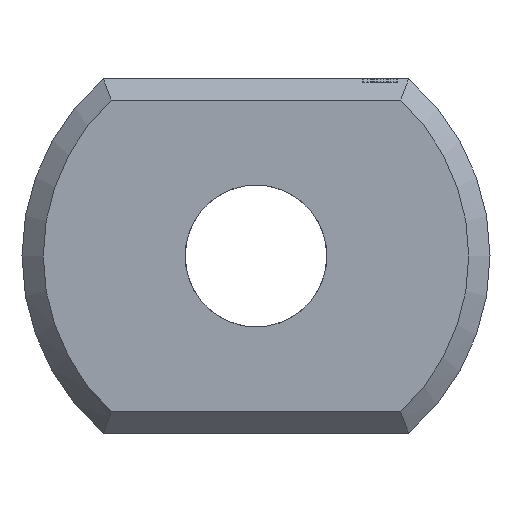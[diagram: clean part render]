
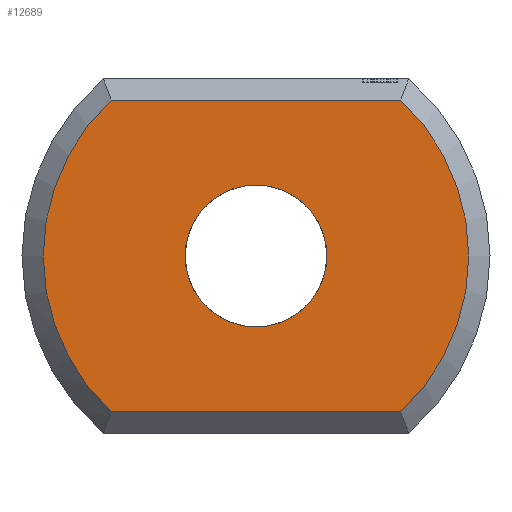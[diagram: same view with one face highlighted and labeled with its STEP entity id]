
A CAD part, left-side view. The second image highlights one B-rep face of the part: STEP entity #12689.
In plain terms, the highlighted planar face has unit normal (-1, 0, 0).
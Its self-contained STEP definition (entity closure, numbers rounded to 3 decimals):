
#298 = PLANE('',#299);
#299 = AXIS2_PLACEMENT_3D('',#300,#301,#302);
#300 = CARTESIAN_POINT('',(0.15,-2.154,-2.35));
#301 = DIRECTION('',(-0.707,0.,-0.707));
#302 = DIRECTION('',(0.,-1.,0.));
#725 = CONICAL_SURFACE('',#726,3.3,0.785);
#726 = AXIS2_PLACEMENT_3D('',#727,#728,#729);
#727 = CARTESIAN_POINT('',(0.3,0.,0.));
#728 = DIRECTION('',(1.,0.,0.));
#729 = DIRECTION('',(0.,0.653,-0.758));
#872 = CONICAL_SURFACE('',#873,3.3,0.785);
#873 = AXIS2_PLACEMENT_3D('',#874,#875,#876);
#874 = CARTESIAN_POINT('',(0.3,0.,0.));
#875 = DIRECTION('',(1.,0.,0.));
#876 = DIRECTION('',(0.,-0.653,0.758));
#909 = VERTEX_POINT('',#910);
#910 = CARTESIAN_POINT('',(0.,-2.04,-2.2));
#937 = VERTEX_POINT('',#938);
#938 = CARTESIAN_POINT('',(0.,2.04,-2.2));
#963 = EDGE_CURVE('',#909,#937,#964,.T.);
#964 = SURFACE_CURVE('',#965,(#969,#976),.PCURVE_S1.);
#965 = LINE('',#966,#967);
#966 = CARTESIAN_POINT('',(0.,-2.154,-2.2));
#967 = VECTOR('',#968,1.);
#968 = DIRECTION('',(0.,1.,0.));
#969 = PCURVE('',#298,#970);
#970 = DEFINITIONAL_REPRESENTATION('',(#971),#975);
#971 = LINE('',#972,#973);
#972 = CARTESIAN_POINT('',(0.,0.212));
#973 = VECTOR('',#974,1.);
#974 = DIRECTION('',(-1.,0.));
#975 = ( GEOMETRIC_REPRESENTATION_CONTEXT(2) 
PARAMETRIC_REPRESENTATION_CONTEXT() REPRESENTATION_CONTEXT('2D SPACE',''
  ) );
#976 = PCURVE('',#977,#982);
#977 = PLANE('',#978);
#978 = AXIS2_PLACEMENT_3D('',#979,#980,#981);
#979 = CARTESIAN_POINT('',(0.,0.,
    0.));
#980 = DIRECTION('',(1.,0.,0.));
#981 = DIRECTION('',(0.,0.,1.));
#982 = DEFINITIONAL_REPRESENTATION('',(#983),#987);
#983 = LINE('',#984,#985);
#984 = CARTESIAN_POINT('',(-2.2,2.154));
#985 = VECTOR('',#986,1.);
#986 = DIRECTION('',(0.,-1.));
#987 = ( GEOMETRIC_REPRESENTATION_CONTEXT(2) 
PARAMETRIC_REPRESENTATION_CONTEXT() REPRESENTATION_CONTEXT('2D SPACE',''
  ) );
#1763 = PLANE('',#1764);
#1764 = AXIS2_PLACEMENT_3D('',#1765,#1766,#1767);
#1765 = CARTESIAN_POINT('',(0.15,-2.154,2.35));
#1766 = DIRECTION('',(0.707,0.,-0.707
    ));
#1767 = DIRECTION('',(0.,-1.,0.));
#12476 = VERTEX_POINT('',#12477);
#12477 = CARTESIAN_POINT('',(0.,2.04,2.2));
#12502 = EDGE_CURVE('',#937,#12476,#12503,.T.);
#12503 = SURFACE_CURVE('',#12504,(#12509,#12516),.PCURVE_S1.);
#12504 = CIRCLE('',#12505,3.);
#12505 = AXIS2_PLACEMENT_3D('',#12506,#12507,#12508);
#12506 = CARTESIAN_POINT('',(0.,0.,
    0.));
#12507 = DIRECTION('',(1.,0.,0.));
#12508 = DIRECTION('',(0.,0.653,-0.758)
  );
#12509 = PCURVE('',#725,#12510);
#12510 = DEFINITIONAL_REPRESENTATION('',(#12511),#12515);
#12511 = LINE('',#12512,#12513);
#12512 = CARTESIAN_POINT('',(0.,-0.3));
#12513 = VECTOR('',#12514,1.);
#12514 = DIRECTION('',(1.,-0.));
#12515 = ( GEOMETRIC_REPRESENTATION_CONTEXT(2) 
PARAMETRIC_REPRESENTATION_CONTEXT() REPRESENTATION_CONTEXT('2D SPACE',''
  ) );
#12516 = PCURVE('',#977,#12517);
#12517 = DEFINITIONAL_REPRESENTATION('',(#12518),#12522);
#12518 = CIRCLE('',#12519,3.);
#12519 = AXIS2_PLACEMENT_2D('',#12520,#12521);
#12520 = CARTESIAN_POINT('',(0.,0.));
#12521 = DIRECTION('',(-0.758,-0.653));
#12522 = ( GEOMETRIC_REPRESENTATION_CONTEXT(2) 
PARAMETRIC_REPRESENTATION_CONTEXT() REPRESENTATION_CONTEXT('2D SPACE',''
  ) );
#12640 = VERTEX_POINT('',#12641);
#12641 = CARTESIAN_POINT('',(0.,-2.04,2.2));
#12668 = EDGE_CURVE('',#12640,#909,#12669,.T.);
#12669 = SURFACE_CURVE('',#12670,(#12675,#12682),.PCURVE_S1.);
#12670 = CIRCLE('',#12671,3.);
#12671 = AXIS2_PLACEMENT_3D('',#12672,#12673,#12674);
#12672 = CARTESIAN_POINT('',(0.,0.,
    0.));
#12673 = DIRECTION('',(1.,0.,0.));
#12674 = DIRECTION('',(0.,-0.653,0.758)
  );
#12675 = PCURVE('',#872,#12676);
#12676 = DEFINITIONAL_REPRESENTATION('',(#12677),#12681);
#12677 = LINE('',#12678,#12679);
#12678 = CARTESIAN_POINT('',(0.,-0.3));
#12679 = VECTOR('',#12680,1.);
#12680 = DIRECTION('',(1.,-0.));
#12681 = ( GEOMETRIC_REPRESENTATION_CONTEXT(2) 
PARAMETRIC_REPRESENTATION_CONTEXT() REPRESENTATION_CONTEXT('2D SPACE',''
  ) );
#12682 = PCURVE('',#977,#12683);
#12683 = DEFINITIONAL_REPRESENTATION('',(#12684),#12688);
#12684 = CIRCLE('',#12685,3.);
#12685 = AXIS2_PLACEMENT_2D('',#12686,#12687);
#12686 = CARTESIAN_POINT('',(0.,0.));
#12687 = DIRECTION('',(0.758,0.653));
#12688 = ( GEOMETRIC_REPRESENTATION_CONTEXT(2) 
PARAMETRIC_REPRESENTATION_CONTEXT() REPRESENTATION_CONTEXT('2D SPACE',''
  ) );
#12689 = ADVANCED_FACE('',(#12690,#12716),#977,.F.);
#12690 = FACE_BOUND('',#12691,.F.);
#12691 = EDGE_LOOP('',(#12692,#12693,#12714,#12715));
#12692 = ORIENTED_EDGE('',*,*,#12502,.T.);
#12693 = ORIENTED_EDGE('',*,*,#12694,.F.);
#12694 = EDGE_CURVE('',#12640,#12476,#12695,.T.);
#12695 = SURFACE_CURVE('',#12696,(#12700,#12707),.PCURVE_S1.);
#12696 = LINE('',#12697,#12698);
#12697 = CARTESIAN_POINT('',(0.,-2.154,2.2));
#12698 = VECTOR('',#12699,1.);
#12699 = DIRECTION('',(0.,1.,0.));
#12700 = PCURVE('',#977,#12701);
#12701 = DEFINITIONAL_REPRESENTATION('',(#12702),#12706);
#12702 = LINE('',#12703,#12704);
#12703 = CARTESIAN_POINT('',(2.2,2.154));
#12704 = VECTOR('',#12705,1.);
#12705 = DIRECTION('',(0.,-1.));
#12706 = ( GEOMETRIC_REPRESENTATION_CONTEXT(2) 
PARAMETRIC_REPRESENTATION_CONTEXT() REPRESENTATION_CONTEXT('2D SPACE',''
  ) );
#12707 = PCURVE('',#1763,#12708);
#12708 = DEFINITIONAL_REPRESENTATION('',(#12709),#12713);
#12709 = LINE('',#12710,#12711);
#12710 = CARTESIAN_POINT('',(0.,0.212));
#12711 = VECTOR('',#12712,1.);
#12712 = DIRECTION('',(-1.,0.));
#12713 = ( GEOMETRIC_REPRESENTATION_CONTEXT(2) 
PARAMETRIC_REPRESENTATION_CONTEXT() REPRESENTATION_CONTEXT('2D SPACE',''
  ) );
#12714 = ORIENTED_EDGE('',*,*,#12668,.T.);
#12715 = ORIENTED_EDGE('',*,*,#963,.T.);
#12716 = FACE_BOUND('',#12717,.T.);
#12717 = EDGE_LOOP('',(#12718));
#12718 = ORIENTED_EDGE('',*,*,#12719,.T.);
#12719 = EDGE_CURVE('',#12720,#12720,#12722,.T.);
#12720 = VERTEX_POINT('',#12721);
#12721 = CARTESIAN_POINT('',(0.,1.,0.));
#12722 = SURFACE_CURVE('',#12723,(#12728,#12735),.PCURVE_S1.);
#12723 = CIRCLE('',#12724,1.);
#12724 = AXIS2_PLACEMENT_3D('',#12725,#12726,#12727);
#12725 = CARTESIAN_POINT('',(0.,0.,0.));
#12726 = DIRECTION('',(1.,0.,0.));
#12727 = DIRECTION('',(0.,1.,0.));
#12728 = PCURVE('',#977,#12729);
#12729 = DEFINITIONAL_REPRESENTATION('',(#12730),#12734);
#12730 = CIRCLE('',#12731,1.);
#12731 = AXIS2_PLACEMENT_2D('',#12732,#12733);
#12732 = CARTESIAN_POINT('',(0.,0.));
#12733 = DIRECTION('',(0.,-1.));
#12734 = ( GEOMETRIC_REPRESENTATION_CONTEXT(2) 
PARAMETRIC_REPRESENTATION_CONTEXT() REPRESENTATION_CONTEXT('2D SPACE',''
  ) );
#12735 = PCURVE('',#12736,#12741);
#12736 = CYLINDRICAL_SURFACE('',#12737,1.);
#12737 = AXIS2_PLACEMENT_3D('',#12738,#12739,#12740);
#12738 = CARTESIAN_POINT('',(0.,0.,0.));
#12739 = DIRECTION('',(-1.,0.,0.));
#12740 = DIRECTION('',(0.,1.,0.));
#12741 = DEFINITIONAL_REPRESENTATION('',(#12742),#12746);
#12742 = LINE('',#12743,#12744);
#12743 = CARTESIAN_POINT('',(-0.,0.));
#12744 = VECTOR('',#12745,1.);
#12745 = DIRECTION('',(-1.,0.));
#12746 = ( GEOMETRIC_REPRESENTATION_CONTEXT(2) 
PARAMETRIC_REPRESENTATION_CONTEXT() REPRESENTATION_CONTEXT('2D SPACE',''
  ) );
